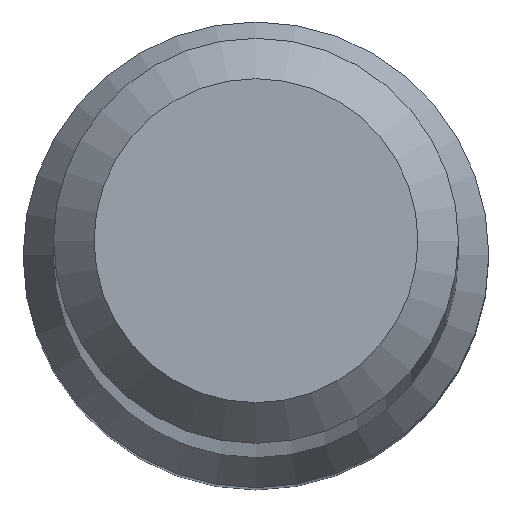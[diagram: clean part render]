
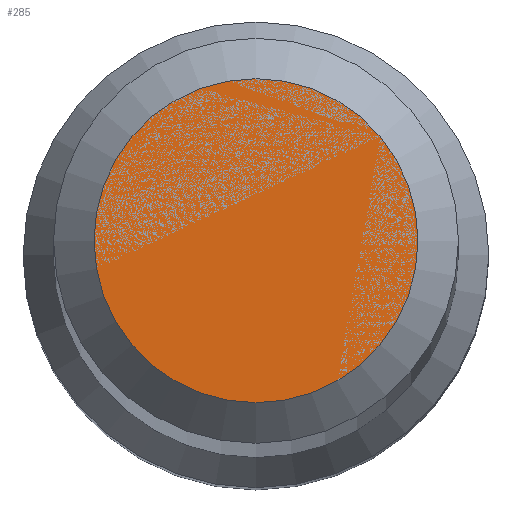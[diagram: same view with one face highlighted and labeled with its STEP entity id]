
A CAD part, top view. The second image highlights one B-rep face of the part: STEP entity #285.
In plain terms, the highlighted planar face has unit normal (0, 0, 1).
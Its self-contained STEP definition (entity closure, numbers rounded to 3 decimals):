
#7 = PLANE ( 'NONE',  #43 ) ;
#26 = DIRECTION ( 'NONE',  ( 0., 0., -1. ) ) ;
#27 = ORIENTED_EDGE ( 'NONE', *, *, #38, .F. ) ;
#38 = EDGE_CURVE ( 'NONE', #171, #171, #87, .T. ) ;
#39 = CARTESIAN_POINT ( 'NONE',  ( 0., 0., 70. ) ) ;
#40 = DIRECTION ( 'NONE',  ( 0., 0., -1. ) ) ;
#43 = AXIS2_PLACEMENT_3D ( 'NONE', #198, #26, #119 ) ;
#49 = DIRECTION ( 'NONE',  ( 0., 1., 0. ) ) ;
#50 = FACE_OUTER_BOUND ( 'NONE', #62, .T. ) ;
#62 = EDGE_LOOP ( 'NONE', ( #27 ) ) ;
#87 = CIRCLE ( 'NONE', #146, 1.2 ) ;
#119 = DIRECTION ( 'NONE',  ( 0., 1., 0. ) ) ;
#146 = AXIS2_PLACEMENT_3D ( 'NONE', #39, #40, #49 ) ;
#171 = VERTEX_POINT ( 'NONE', #281 ) ;
#198 = CARTESIAN_POINT ( 'NONE',  ( 0., 0., 70. ) ) ;
#281 = CARTESIAN_POINT ( 'NONE',  ( 0., 1.2, 70. ) ) ;
#285 = ADVANCED_FACE ( 'NONE', ( #50 ), #7, .F. ) ;
